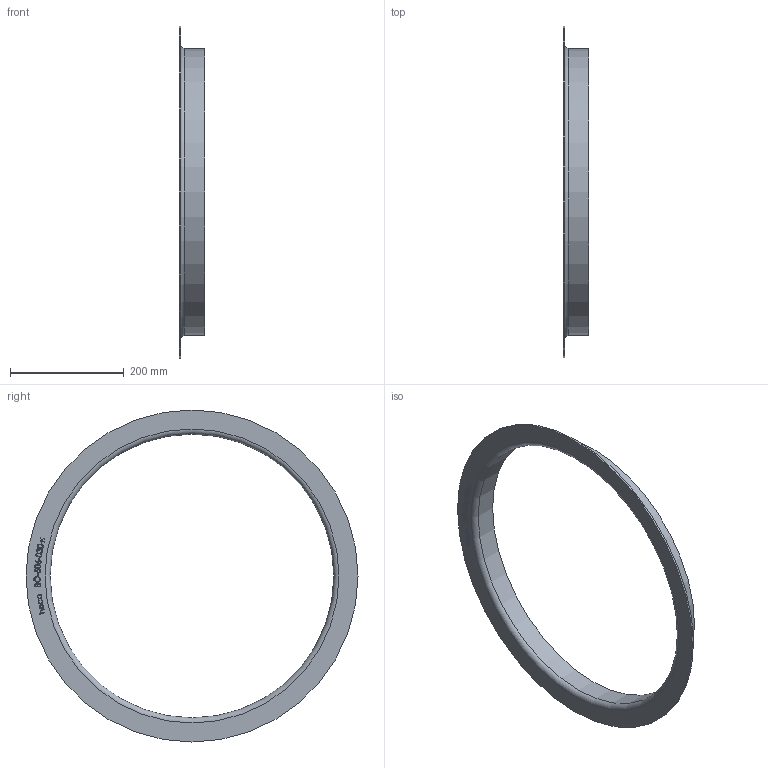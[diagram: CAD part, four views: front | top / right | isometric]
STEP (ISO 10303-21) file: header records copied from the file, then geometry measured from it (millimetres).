
FILE_DESCRIPTION (( 'STEP AP214' ), '1' );
FILE_NAME ('BÖ-506-030-x Vorschweissbördel 2012.STEP', '2020-12-07T11:30:44', ( '' ), ( '' ), 'SwSTEP 2.0', 'SolidWorks 2019', '' );
FILE_SCHEMA (( 'AUTOMOTIVE_DESIGN' ));
Length unit declared in the file: millimetre
Products named in the file (1): BÖ-506-030-x Vorschweissbördel 2012
Bounding box: 45 x 585 x 585 mm (x, y, z)
Volume: 401218.8 mm3; surface area: 277745.3 mm2
Topology: 1 solids, 1 shells, 211 faces, 541 edges, 360 vertices
Faces by surface type: bspline 118, plane 88, cylinder 3, torus 2
Full cylindrical faces by diameter (mm): 500 x1, 506 x1, 585 x1
Entity records: 15418 total; most frequent: CARTESIAN_POINT 8938, ORIENTED_EDGE 1072, EDGE_CURVE 536, DIRECTION 496, VERTEX_POINT 360, LINE 292, VECTOR 292, EDGE_LOOP 246
